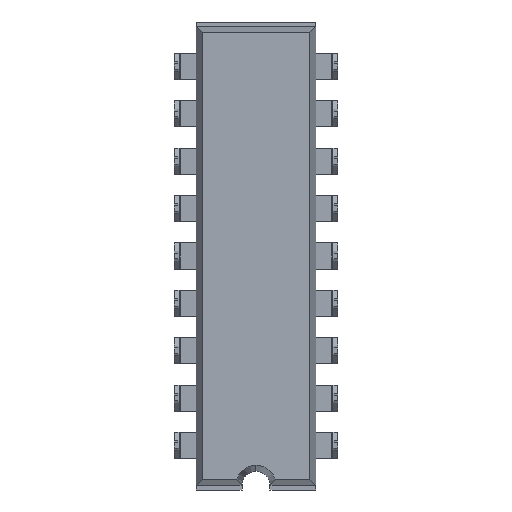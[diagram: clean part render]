
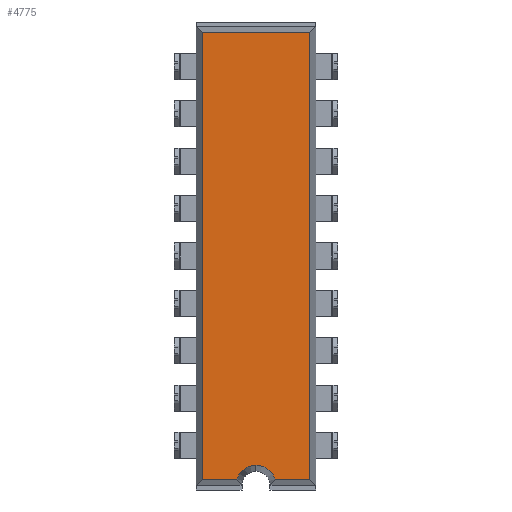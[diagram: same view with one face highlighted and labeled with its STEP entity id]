
A CAD part, front view. The second image highlights one B-rep face of the part: STEP entity #4775.
In plain terms, the highlighted planar face has unit normal (0, -1, 0).
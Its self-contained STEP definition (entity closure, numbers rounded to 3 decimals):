
#347 = VECTOR ( 'NONE', #1904, 1000. ) ;
#352 = CARTESIAN_POINT ( 'NONE',  ( 2.875, 0.51, -12.3 ) ) ;
#354 = FACE_OUTER_BOUND ( 'NONE', #8939, .T. ) ;
#651 = CARTESIAN_POINT ( 'NONE',  ( 3.2, 0.51, 11.975 ) ) ;
#694 = CARTESIAN_POINT ( 'NONE',  ( 2.875, 0.51, 11.975 ) ) ;
#1048 = VECTOR ( 'NONE', #7248, 1000. ) ;
#1179 = EDGE_CURVE ( 'NONE', #2344, #3103, #8773, .T. ) ;
#1222 = CARTESIAN_POINT ( 'NONE',  ( -2.875, 0.51, 12.3 ) ) ;
#1422 = VERTEX_POINT ( 'NONE', #5843 ) ;
#1579 = CARTESIAN_POINT ( 'NONE',  ( 0., 0.51, -12.3 ) ) ;
#1609 = ORIENTED_EDGE ( 'NONE', *, *, #3665, .T. ) ;
#1759 = ORIENTED_EDGE ( 'NONE', *, *, #1179, .F. ) ;
#1763 = PLANE ( 'NONE',  #3004 ) ;
#1816 = VERTEX_POINT ( 'NONE', #3104 ) ;
#1904 = DIRECTION ( 'NONE',  ( 0., 0., 1. ) ) ;
#2048 = ORIENTED_EDGE ( 'NONE', *, *, #8524, .T. ) ;
#2059 = CARTESIAN_POINT ( 'NONE',  ( 0., 0.51, -12.3 ) ) ;
#2344 = VERTEX_POINT ( 'NONE', #9435 ) ;
#2444 = CARTESIAN_POINT ( 'NONE',  ( -2.875, 0.51, 11.975 ) ) ;
#2462 = EDGE_CURVE ( 'NONE', #5429, #3103, #3425, .T. ) ;
#2553 = DIRECTION ( 'NONE',  ( 0., -1., 0. ) ) ;
#2624 = DIRECTION ( 'NONE',  ( 0., 0., -1. ) ) ;
#2734 = CIRCLE ( 'NONE', #4491, 1.075 ) ;
#3004 = AXIS2_PLACEMENT_3D ( 'NONE', #4795, #2553, #4185 ) ;
#3103 = VERTEX_POINT ( 'NONE', #7685 ) ;
#3104 = CARTESIAN_POINT ( 'NONE',  ( 1.025, 0.51, -11.975 ) ) ;
#3206 = ORIENTED_EDGE ( 'NONE', *, *, #3748, .F. ) ;
#3256 = DIRECTION ( 'NONE',  ( 1., 0., 0. ) ) ;
#3306 = LINE ( 'NONE', #352, #347 ) ;
#3425 = LINE ( 'NONE', #6555, #1048 ) ;
#3448 = ORIENTED_EDGE ( 'NONE', *, *, #6189, .T. ) ;
#3665 = EDGE_CURVE ( 'NONE', #1422, #5976, #3306, .T. ) ;
#3746 = EDGE_CURVE ( 'NONE', #5976, #6178, #6718, .T. ) ;
#3748 = EDGE_CURVE ( 'NONE', #1816, #2344, #2734, .T. ) ;
#3778 = VECTOR ( 'NONE', #2624, 1000. ) ;
#3851 = LINE ( 'NONE', #6883, #4444 ) ;
#3981 = AXIS2_PLACEMENT_3D ( 'NONE', #1579, #9279, #8583 ) ;
#4185 = DIRECTION ( 'NONE',  ( 0., 0., -1. ) ) ;
#4444 = VECTOR ( 'NONE', #3256, 1000. ) ;
#4491 = AXIS2_PLACEMENT_3D ( 'NONE', #2059, #5827, #6567 ) ;
#4775 = ADVANCED_FACE ( 'NONE', ( #354 ), #1763, .T. ) ;
#4795 = CARTESIAN_POINT ( 'NONE',  ( 0., 0.51, 0. ) ) ;
#4996 = ORIENTED_EDGE ( 'NONE', *, *, #2462, .T. ) ;
#5429 = VERTEX_POINT ( 'NONE', #7097 ) ;
#5827 = DIRECTION ( 'NONE',  ( 0., -1., 0. ) ) ;
#5843 = CARTESIAN_POINT ( 'NONE',  ( 2.875, 0.51, -11.975 ) ) ;
#5976 = VERTEX_POINT ( 'NONE', #694 ) ;
#6178 = VERTEX_POINT ( 'NONE', #2444 ) ;
#6189 = EDGE_CURVE ( 'NONE', #6178, #5429, #6362, .T. ) ;
#6362 = LINE ( 'NONE', #1222, #3778 ) ;
#6555 = CARTESIAN_POINT ( 'NONE',  ( -3.2, 0.51, -11.975 ) ) ;
#6567 = DIRECTION ( 'NONE',  ( 0., 0., -1. ) ) ;
#6718 = LINE ( 'NONE', #651, #8766 ) ;
#6883 = CARTESIAN_POINT ( 'NONE',  ( -3.2, 0.51, -11.975 ) ) ;
#7097 = CARTESIAN_POINT ( 'NONE',  ( -2.875, 0.51, -11.975 ) ) ;
#7248 = DIRECTION ( 'NONE',  ( 1., 0., 0. ) ) ;
#7685 = CARTESIAN_POINT ( 'NONE',  ( -1.025, 0.51, -11.975 ) ) ;
#8416 = ORIENTED_EDGE ( 'NONE', *, *, #3746, .T. ) ;
#8524 = EDGE_CURVE ( 'NONE', #1816, #1422, #3851, .T. ) ;
#8583 = DIRECTION ( 'NONE',  ( 0., 0., -1. ) ) ;
#8766 = VECTOR ( 'NONE', #9007, 1000. ) ;
#8773 = CIRCLE ( 'NONE', #3981, 1.075 ) ;
#8939 = EDGE_LOOP ( 'NONE', ( #3206, #2048, #1609, #8416, #3448, #4996, #1759 ) ) ;
#9007 = DIRECTION ( 'NONE',  ( -1., 0., 0. ) ) ;
#9279 = DIRECTION ( 'NONE',  ( 0., -1., 0. ) ) ;
#9435 = CARTESIAN_POINT ( 'NONE',  ( 0., 0.51, -11.225 ) ) ;
